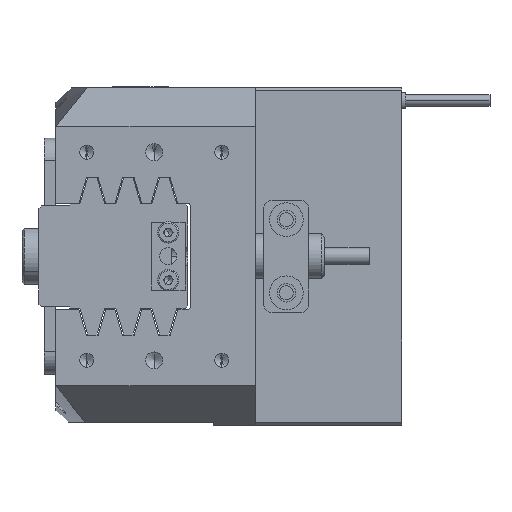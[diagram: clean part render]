
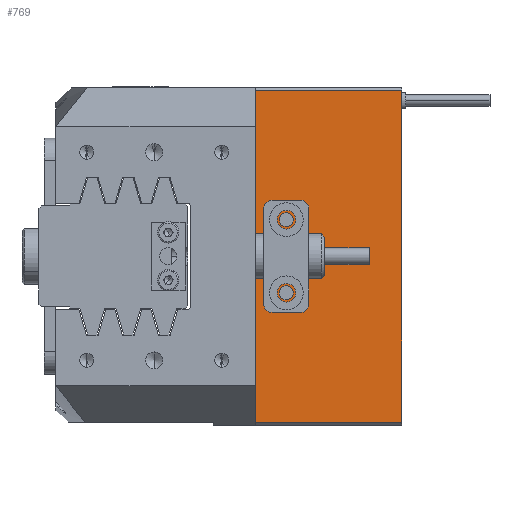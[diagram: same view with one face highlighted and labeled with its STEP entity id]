
A CAD part, left-side view. The second image highlights one B-rep face of the part: STEP entity #769.
In plain terms, the highlighted planar face has unit normal (-1, 0, 0).
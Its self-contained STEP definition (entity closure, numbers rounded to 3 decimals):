
#769 = ADVANCED_FACE ( 'NONE', ( #35779, #34867, #10327 ), #32643, .F. ) ;
#1041 = VERTEX_POINT ( 'NONE', #27702 ) ;
#1703 = CARTESIAN_POINT ( 'NONE',  ( -51., -17., 6.5 ) ) ;
#2577 = CARTESIAN_POINT ( 'NONE',  ( -51., -11.5, 30. ) ) ;
#2815 = DIRECTION ( 'NONE',  ( 0., 0., -1. ) ) ;
#3032 = ORIENTED_EDGE ( 'NONE', *, *, #23088, .F. ) ;
#4719 = CARTESIAN_POINT ( 'NONE',  ( -51., -17., -6.5 ) ) ;
#6926 = EDGE_CURVE ( 'NONE', #1041, #23313, #11798, .T. ) ;
#7068 = ORIENTED_EDGE ( 'NONE', *, *, #28511, .F. ) ;
#7330 = AXIS2_PLACEMENT_3D ( 'NONE', #13216, #12843, #19056 ) ;
#8310 = CARTESIAN_POINT ( 'NONE',  ( -51., -37.5, 30. ) ) ;
#8402 = EDGE_CURVE ( 'NONE', #33149, #22101, #25337, .T. ) ;
#9797 = EDGE_CURVE ( 'NONE', #16234, #29975, #28473, .T. ) ;
#10327 = FACE_OUTER_BOUND ( 'NONE', #23270, .T. ) ;
#11279 = CARTESIAN_POINT ( 'NONE',  ( -51., -37.5, 29.5 ) ) ;
#11798 = LINE ( 'NONE', #11279, #36794 ) ;
#12659 = ORIENTED_EDGE ( 'NONE', *, *, #8402, .T. ) ;
#12843 = DIRECTION ( 'NONE',  ( -1., 0., 0. ) ) ;
#13127 = EDGE_CURVE ( 'NONE', #23313, #33149, #36184, .T. ) ;
#13183 = ORIENTED_EDGE ( 'NONE', *, *, #9797, .F. ) ;
#13216 = CARTESIAN_POINT ( 'NONE',  ( -51., -17., -6.5 ) ) ;
#13753 = DIRECTION ( 'NONE',  ( 0., 0., 1. ) ) ;
#13855 = LINE ( 'NONE', #8310, #26842 ) ;
#13902 = EDGE_LOOP ( 'NONE', ( #15892, #16204 ) ) ;
#14928 = CARTESIAN_POINT ( 'NONE',  ( -51., -37.5, 30. ) ) ;
#15556 = ORIENTED_EDGE ( 'NONE', *, *, #6926, .T. ) ;
#15617 = AXIS2_PLACEMENT_3D ( 'NONE', #1703, #37362, #25896 ) ;
#15892 = ORIENTED_EDGE ( 'NONE', *, *, #23167, .F. ) ;
#16204 = ORIENTED_EDGE ( 'NONE', *, *, #31617, .F. ) ;
#16234 = VERTEX_POINT ( 'NONE', #30380 ) ;
#16608 = DIRECTION ( 'NONE',  ( -1., 0., 0. ) ) ;
#18214 = CIRCLE ( 'NONE', #7330, 1.25 ) ;
#18268 = CARTESIAN_POINT ( 'NONE',  ( -51., -11.5, 29.5 ) ) ;
#18288 = DIRECTION ( 'NONE',  ( 0., -1., 0. ) ) ;
#19056 = DIRECTION ( 'NONE',  ( 0., 0., 1. ) ) ;
#19976 = DIRECTION ( 'NONE',  ( 0., 0., -1. ) ) ;
#20231 = CARTESIAN_POINT ( 'NONE',  ( -51., -37.5, -29.5 ) ) ;
#20892 = DIRECTION ( 'NONE',  ( 0., 0., 1. ) ) ;
#21175 = DIRECTION ( 'NONE',  ( 1., 0., 0. ) ) ;
#22101 = VERTEX_POINT ( 'NONE', #20231 ) ;
#22655 = AXIS2_PLACEMENT_3D ( 'NONE', #14928, #21175, #35593 ) ;
#23088 = EDGE_CURVE ( 'NONE', #1041, #22101, #13855, .T. ) ;
#23167 = EDGE_CURVE ( 'NONE', #36086, #29394, #30057, .T. ) ;
#23270 = EDGE_LOOP ( 'NONE', ( #34237, #12659, #3032, #15556 ) ) ;
#23313 = VERTEX_POINT ( 'NONE', #18268 ) ;
#23624 = CARTESIAN_POINT ( 'NONE',  ( -51., -37.5, -29.5 ) ) ;
#25337 = LINE ( 'NONE', #23624, #34541 ) ;
#25896 = DIRECTION ( 'NONE',  ( 0., 0., 1. ) ) ;
#25950 = CIRCLE ( 'NONE', #15617, 1.25 ) ;
#26842 = VECTOR ( 'NONE', #19976, 1000. ) ;
#27702 = CARTESIAN_POINT ( 'NONE',  ( -51., -37.5, 29.5 ) ) ;
#28473 = CIRCLE ( 'NONE', #31752, 1.25 ) ;
#28511 = EDGE_CURVE ( 'NONE', #29975, #16234, #18214, .T. ) ;
#29219 = CARTESIAN_POINT ( 'NONE',  ( -51., -11.5, -29.5 ) ) ;
#29394 = VERTEX_POINT ( 'NONE', #33576 ) ;
#29517 = EDGE_LOOP ( 'NONE', ( #7068, #13183 ) ) ;
#29975 = VERTEX_POINT ( 'NONE', #32179 ) ;
#30057 = CIRCLE ( 'NONE', #34226, 1.25 ) ;
#30380 = CARTESIAN_POINT ( 'NONE',  ( -51., -17., -7.75 ) ) ;
#31617 = EDGE_CURVE ( 'NONE', #29394, #36086, #25950, .T. ) ;
#31752 = AXIS2_PLACEMENT_3D ( 'NONE', #4719, #16608, #13753 ) ;
#32179 = CARTESIAN_POINT ( 'NONE',  ( -51., -17., -5.25 ) ) ;
#32643 = PLANE ( 'NONE',  #22655 ) ;
#32740 = DIRECTION ( 'NONE',  ( -1., 0., 0. ) ) ;
#33149 = VERTEX_POINT ( 'NONE', #29219 ) ;
#33576 = CARTESIAN_POINT ( 'NONE',  ( -51., -17., 5.25 ) ) ;
#34226 = AXIS2_PLACEMENT_3D ( 'NONE', #35696, #32740, #20892 ) ;
#34237 = ORIENTED_EDGE ( 'NONE', *, *, #13127, .T. ) ;
#34541 = VECTOR ( 'NONE', #18288, 1000. ) ;
#34867 = FACE_BOUND ( 'NONE', #29517, .T. ) ;
#35063 = CARTESIAN_POINT ( 'NONE',  ( -51., -17., 7.75 ) ) ;
#35262 = VECTOR ( 'NONE', #2815, 1000. ) ;
#35552 = DIRECTION ( 'NONE',  ( 0., 1., 0. ) ) ;
#35593 = DIRECTION ( 'NONE',  ( 0., 1., 0. ) ) ;
#35696 = CARTESIAN_POINT ( 'NONE',  ( -51., -17., 6.5 ) ) ;
#35779 = FACE_BOUND ( 'NONE', #13902, .T. ) ;
#36086 = VERTEX_POINT ( 'NONE', #35063 ) ;
#36184 = LINE ( 'NONE', #2577, #35262 ) ;
#36794 = VECTOR ( 'NONE', #35552, 1000. ) ;
#37362 = DIRECTION ( 'NONE',  ( -1., 0., 0. ) ) ;
